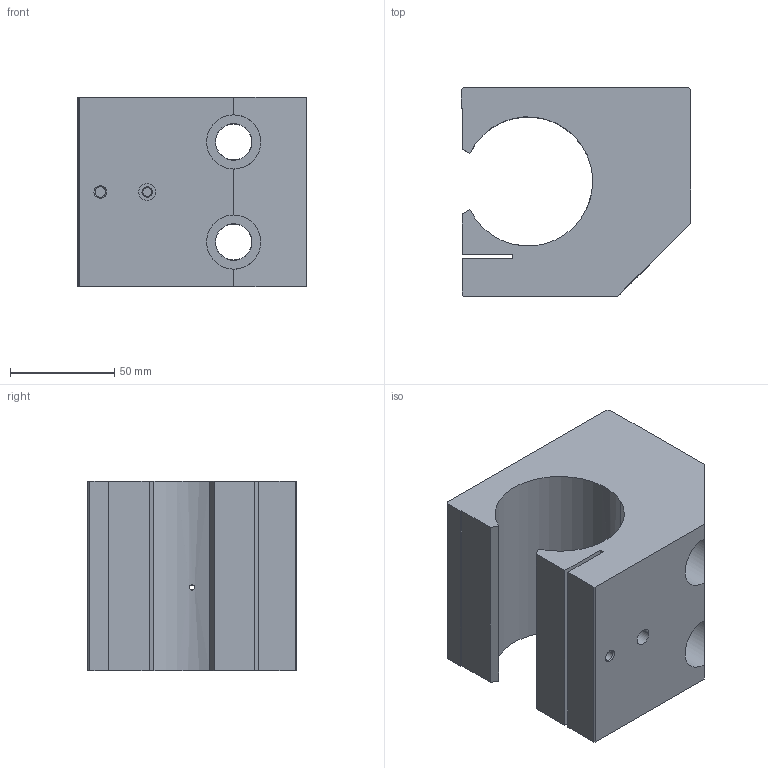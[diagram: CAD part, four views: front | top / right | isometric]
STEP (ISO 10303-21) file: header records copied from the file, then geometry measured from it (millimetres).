
FILE_DESCRIPTION( ( '' ), '1' );
FILE_NAME( 'ags_aj_40_2_03.stp', '2008-04-10T05:14:00', ( '' ), ( '' ), ' ', ' ', ' ' );
FILE_SCHEMA( ( 'CONFIG_CONTROL_DESIGN' ) );
Length unit declared in the file: millimetre
Products named in the file (1): 1
Bounding box: 110 x 100 x 91 mm (x, y, z)
Volume: 590916.1 mm3; surface area: 80503 mm2
Topology: 1 solids, 1 shells, 59 faces, 149 edges, 96 vertices
Faces by surface type: plane 25, cylinder 24, cone 10
Entity records: 1937 total; most frequent: CARTESIAN_POINT 405, DIRECTION 323, ORIENTED_EDGE 298, EDGE_CURVE 149, AXIS2_PLACEMENT_3D 118, VERTEX_POINT 96, LINE 87, VECTOR 87
